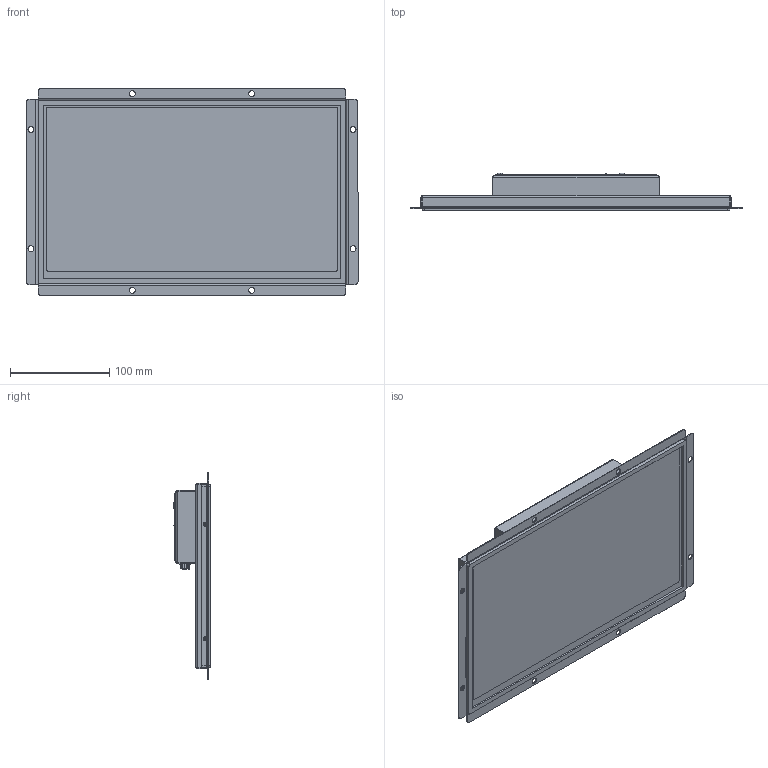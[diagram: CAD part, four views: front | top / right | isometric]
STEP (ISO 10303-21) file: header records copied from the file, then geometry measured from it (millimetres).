
FILE_DESCRIPTION(/* description */ ('TFT 13,3 Zoll 16_9 Rev.1.0'),/* implementation_level */ '2;1');
FILE_NAME(/* name */ '20000558 TFT 13,3 Zoll 16_9 Rev.1.0.stp',/* time_stamp */ '2019-08-21T14:30:10+02:00',/* author */ ('Uwe Kosiol'),/* organization */ (''),/* preprocessor_version */ 'ST-DEVELOPER v17.2',/* originating_system */ 'Autodesk Inventor 2019',/* authorisation */ '');
FILE_SCHEMA (('AUTOMOTIVE_DESIGN { 1 0 10303 214 3 1 1 }'));
Products named in the file (13): 20000558; 00004103; 00004107; 00004104; 00000010; 00000078; 00003224; ANSI B18.3.4M - M3 x 0.5 x 5; 40000008; ANSI B18.3.4M - M3 x 0.5 x 8; ISO 7046-1 - M2 x 3 - 4.8 - H; 00004106; 00004105
Assembly tree (29 placements, depth 2):
  20000558
    00004103
    00004107
    00004104
    00003224  x8
    00000010
    00000078
    ANSI B18.3.4M - M3 x 0.5 x 5  x6
    40000008  x2
    ANSI B18.3.4M - M3 x 0.5 x 8  x2
    ISO 7046-1 - M2 x 3 - 4.8 - H  x4
    00004106
    00004105
Bounding box: 334 x 37.65 x 208.5 mm (x, y, z)
Volume: 566640.7 mm3; surface area: 371708.4 mm2
Topology: 36 solids, 36 shells, 4722 faces, 12795 edges, 8380 vertices
Faces by surface type: plane 3205, cylinder 1036, bspline 203, cone 148, torus 125, sphere 5
Full cylindrical faces by diameter (mm): 0.5 x24, 1 x2, 1.27 x2, 1.5 x1, 1.567 x4, 1.755 x4, 2 x4, 2.2 x4, 2.459 x8, 2.5 x2, 2.54 x2, 2.9 x1, 3 x13, 3.175 x2, 3.2 x6, 3.3 x4, 3.4 x4, 3.5 x7, 3.556 x2, 3.8 x4, 3.81 x2, 4 x1, 5.41 x8, 5.42 x8, 5.7 x8, 6 x9
Entity records: 168851 total; most frequent: CARTESIAN_POINT 50927, ORIENTED_EDGE 24132, DIRECTION 22464, EDGE_CURVE 12066, LINE 9300, VECTOR 9300, VERTEX_POINT 7890, AXIS2_PLACEMENT_3D 6582
